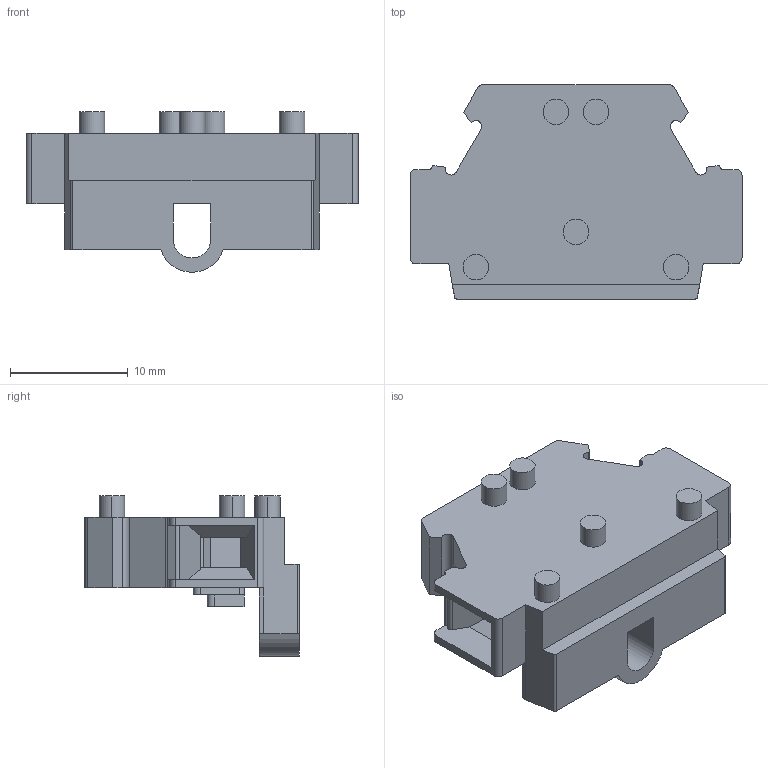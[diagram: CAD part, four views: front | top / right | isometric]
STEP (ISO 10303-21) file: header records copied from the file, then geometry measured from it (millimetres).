
FILE_DESCRIPTION((''),'2;1');
FILE_NAME('UJ2-2-5','2024-03-01T',('dell'),(''),'PRO/ENGINEER BY PARAMETRIC TECHNOLOGY CORPORATION, 2013230','PRO/ENGINEER BY PARAMETRIC TECHNOLOGY CORPORATION, 2013230','');
FILE_SCHEMA(('AUTOMOTIVE_DESIGN { 1 0 10303 214 1 1 1 1 }'));
Length unit declared in the file: millimetre
Products named in the file (1): UJ2-2-5
Bounding box: 28.2 x 18.2 x 13.59 mm (x, y, z)
Volume: 2258.6 mm3; surface area: 2120.4 mm2
Topology: 1 solids, 1 shells, 139 faces, 378 edges, 250 vertices
Faces by surface type: plane 99, cylinder 40
Entity records: 4446 total; most frequent: CARTESIAN_POINT 783, ORIENTED_EDGE 756, DIRECTION 732, EDGE_CURVE 378, VECTOR 294, LINE 294, VERTEX_POINT 250, AXIS2_PLACEMENT_3D 219
